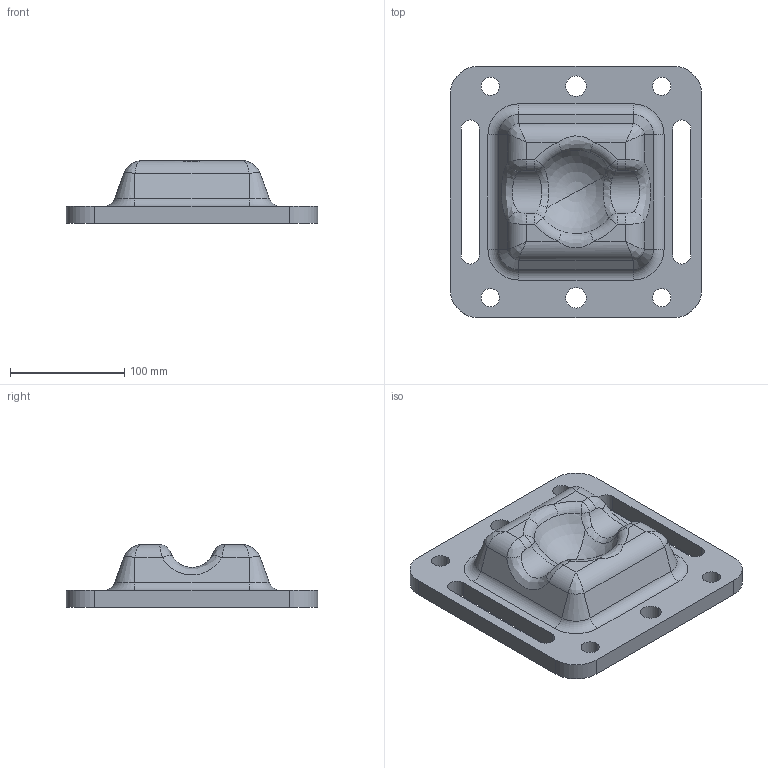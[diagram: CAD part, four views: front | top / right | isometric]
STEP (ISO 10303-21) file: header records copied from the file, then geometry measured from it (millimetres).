
FILE_DESCRIPTION(('CATIA V5 STEP Exchange'),'2;1');
FILE_NAME('PiesaFrezare3Axe.stp','2023-04-24T19:23:14+00:00',('none'),('none'),'CATIA Version 5 Release 21 GA (IN-10)','CATIA V5 STEP AP203','none');
FILE_SCHEMA(('CONFIG_CONTROL_DESIGN'));
Length unit declared in the file: millimetre
Products named in the file (1): Part1
Bounding box: 220 x 220 x 55 mm (x, y, z)
Volume: 1140503.3 mm3; surface area: 123415.1 mm2
Topology: 1 solids, 1 shells, 88 faces, 216 edges, 125 vertices
Faces by surface type: cylinder 36, plane 18, bspline 16, torus 8, sphere 6, cone 4
Entity records: 4788 total; most frequent: CARTESIAN_POINT 2894, ORIENTED_EDGE 420, DIRECTION 283, EDGE_CURVE 210, AXIS2_PLACEMENT_3D 141, VERTEX_POINT 125, EDGE_LOOP 105, ADVANCED_FACE 88
